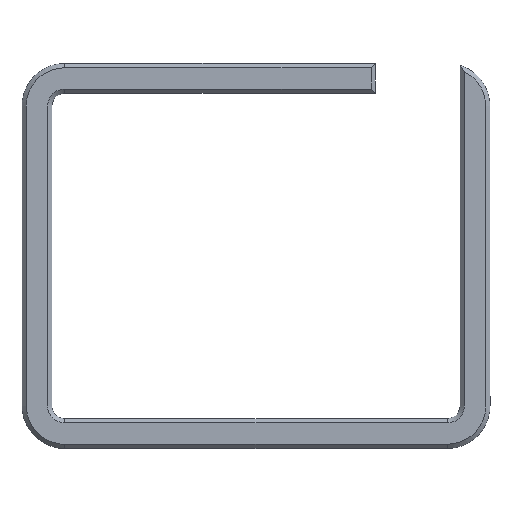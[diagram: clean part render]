
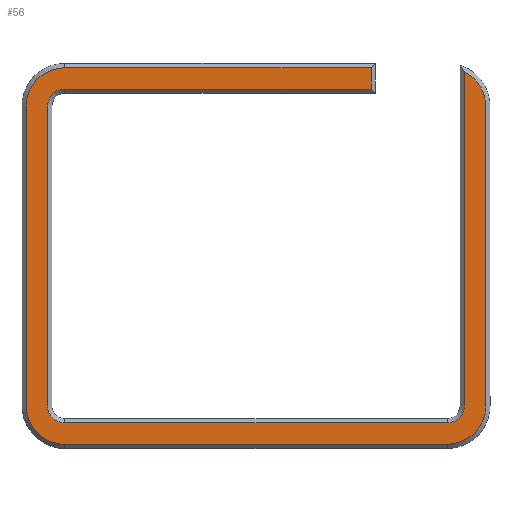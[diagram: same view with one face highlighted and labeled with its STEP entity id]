
A CAD part, top view. The second image highlights one B-rep face of the part: STEP entity #56.
In plain terms, the highlighted planar face has unit normal (0, 0, 1).
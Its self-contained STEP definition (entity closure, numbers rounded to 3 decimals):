
#56=ADVANCED_FACE('',(#106),#694,.T.);
#106=FACE_OUTER_BOUND('',#156,.T.);
#156=EDGE_LOOP('',(#262,#263,#264,#265,#266,#267,#268,#269,#270,#271,#272,
#273,#274,#275,#276,#277));
#262=ORIENTED_EDGE('',*,*,#482,.T.);
#263=ORIENTED_EDGE('',*,*,#466,.F.);
#264=ORIENTED_EDGE('',*,*,#485,.T.);
#265=ORIENTED_EDGE('',*,*,#497,.F.);
#266=ORIENTED_EDGE('',*,*,#495,.T.);
#267=ORIENTED_EDGE('',*,*,#452,.F.);
#268=ORIENTED_EDGE('',*,*,#491,.T.);
#269=ORIENTED_EDGE('',*,*,#451,.F.);
#270=ORIENTED_EDGE('',*,*,#493,.T.);
#271=ORIENTED_EDGE('',*,*,#450,.F.);
#272=ORIENTED_EDGE('',*,*,#453,.T.);
#273=ORIENTED_EDGE('',*,*,#478,.F.);
#274=ORIENTED_EDGE('',*,*,#487,.T.);
#275=ORIENTED_EDGE('',*,*,#468,.F.);
#276=ORIENTED_EDGE('',*,*,#489,.T.);
#277=ORIENTED_EDGE('',*,*,#463,.F.);
#450=EDGE_CURVE('',#640,#641,#520,.T.);
#451=EDGE_CURVE('',#642,#643,#521,.T.);
#452=EDGE_CURVE('',#646,#650,#522,.T.);
#453=EDGE_CURVE('',#640,#653,#523,.T.);
#463=EDGE_CURVE('',#638,#645,#526,.T.);
#466=EDGE_CURVE('',#648,#639,#529,.T.);
#468=EDGE_CURVE('',#644,#647,#531,.T.);
#478=EDGE_CURVE('',#652,#653,#541,.T.);
#482=EDGE_CURVE('',#638,#639,#597,.T.);
#485=EDGE_CURVE('',#648,#649,#598,.T.);
#487=EDGE_CURVE('',#652,#647,#599,.T.);
#489=EDGE_CURVE('',#644,#645,#600,.T.);
#491=EDGE_CURVE('',#646,#643,#601,.T.);
#493=EDGE_CURVE('',#642,#641,#602,.T.);
#495=EDGE_CURVE('',#651,#650,#603,.T.);
#497=EDGE_CURVE('',#651,#649,#553,.T.);
#520=B_SPLINE_CURVE_WITH_KNOTS('',1,(#1212,#1213),.UNSPECIFIED.,.F.,.F.,
(2,2),(1.,73.2),.UNSPECIFIED.);
#521=B_SPLINE_CURVE_WITH_KNOTS('',1,(#1214,#1215),.UNSPECIFIED.,.F.,.F.,
(2,2),(0.,70.2),.UNSPECIFIED.);
#522=B_SPLINE_CURVE_WITH_KNOTS('',1,(#1216,#1217),.UNSPECIFIED.,.F.,.F.,
(2,2),(0.,89.25),.UNSPECIFIED.);
#523=B_SPLINE_CURVE_WITH_KNOTS('',1,(#1218,#1219),.UNSPECIFIED.,.F.,.F.,
(2,2),(1.,6.),.UNSPECIFIED.);
#526=B_SPLINE_CURVE_WITH_KNOTS('',1,(#1245,#1246),.UNSPECIFIED.,.F.,.F.,
(2,2),(0.,89.25),.UNSPECIFIED.);
#529=B_SPLINE_CURVE_WITH_KNOTS('',1,(#1251,#1252),.UNSPECIFIED.,.F.,.F.,
(2,2),(0.,70.2),.UNSPECIFIED.);
#531=B_SPLINE_CURVE_WITH_KNOTS('',1,(#1255,#1256),.UNSPECIFIED.,.F.,.F.,
(2,2),(0.,70.2),.UNSPECIFIED.);
#541=B_SPLINE_CURVE_WITH_KNOTS('',1,(#1285,#1286),.UNSPECIFIED.,.F.,.F.,
(2,2),(0.,72.2),.UNSPECIFIED.);
#553=B_SPLINE_CURVE_WITH_KNOTS('',1,(#1340,#1341),.UNSPECIFIED.,.F.,.F.,
(2,2),(0.,78.262),.UNSPECIFIED.);
#597=(
BOUNDED_CURVE()
B_SPLINE_CURVE(2,(#1303,#1304,#1305),.UNSPECIFIED.,.F.,.F.)
B_SPLINE_CURVE_WITH_KNOTS((3,3),(0.,14.137),.UNSPECIFIED.)
CURVE()
GEOMETRIC_REPRESENTATION_ITEM()
RATIONAL_B_SPLINE_CURVE((1.,0.707,1.))
REPRESENTATION_ITEM('')
);
#598=(
BOUNDED_CURVE()
B_SPLINE_CURVE(2,(#1310,#1311,#1312),.UNSPECIFIED.,.F.,.F.)
B_SPLINE_CURVE_WITH_KNOTS((3,3),(0.,9.992),.UNSPECIFIED.)
CURVE()
GEOMETRIC_REPRESENTATION_ITEM()
RATIONAL_B_SPLINE_CURVE((1.,0.85,1.))
REPRESENTATION_ITEM('')
);
#599=(
BOUNDED_CURVE()
B_SPLINE_CURVE(2,(#1315,#1316,#1317),.UNSPECIFIED.,.F.,.F.)
B_SPLINE_CURVE_WITH_KNOTS((3,3),(0.,14.137),.UNSPECIFIED.)
CURVE()
GEOMETRIC_REPRESENTATION_ITEM()
RATIONAL_B_SPLINE_CURVE((1.,0.707,1.))
REPRESENTATION_ITEM('')
);
#600=(
BOUNDED_CURVE()
B_SPLINE_CURVE(2,(#1320,#1321,#1322),.UNSPECIFIED.,.F.,.F.)
B_SPLINE_CURVE_WITH_KNOTS((3,3),(0.,14.137),.UNSPECIFIED.)
CURVE()
GEOMETRIC_REPRESENTATION_ITEM()
RATIONAL_B_SPLINE_CURVE((1.,0.707,1.))
REPRESENTATION_ITEM('')
);
#601=(
BOUNDED_CURVE()
B_SPLINE_CURVE(2,(#1325,#1326,#1327),.UNSPECIFIED.,.F.,.F.)
B_SPLINE_CURVE_WITH_KNOTS((3,3),(0.,6.283),.UNSPECIFIED.)
CURVE()
GEOMETRIC_REPRESENTATION_ITEM()
RATIONAL_B_SPLINE_CURVE((1.,0.707,1.))
REPRESENTATION_ITEM('')
);
#602=(
BOUNDED_CURVE()
B_SPLINE_CURVE(2,(#1330,#1331,#1332),.UNSPECIFIED.,.F.,.F.)
B_SPLINE_CURVE_WITH_KNOTS((3,3),(0.,6.283),.UNSPECIFIED.)
CURVE()
GEOMETRIC_REPRESENTATION_ITEM()
RATIONAL_B_SPLINE_CURVE((1.,0.707,1.))
REPRESENTATION_ITEM('')
);
#603=(
BOUNDED_CURVE()
B_SPLINE_CURVE(2,(#1335,#1336,#1337),.UNSPECIFIED.,.F.,.F.)
B_SPLINE_CURVE_WITH_KNOTS((3,3),(0.,6.283),.UNSPECIFIED.)
CURVE()
GEOMETRIC_REPRESENTATION_ITEM()
RATIONAL_B_SPLINE_CURVE((1.,0.707,1.))
REPRESENTATION_ITEM('')
);
#638=VERTEX_POINT('',#952);
#639=VERTEX_POINT('',#953);
#640=VERTEX_POINT('',#954);
#641=VERTEX_POINT('',#955);
#642=VERTEX_POINT('',#956);
#643=VERTEX_POINT('',#957);
#644=VERTEX_POINT('',#958);
#645=VERTEX_POINT('',#959);
#646=VERTEX_POINT('',#960);
#647=VERTEX_POINT('',#961);
#648=VERTEX_POINT('',#962);
#649=VERTEX_POINT('',#963);
#650=VERTEX_POINT('',#964);
#651=VERTEX_POINT('',#965);
#652=VERTEX_POINT('',#966);
#653=VERTEX_POINT('',#967);
#694=PLANE('',#764);
#764=AXIS2_PLACEMENT_3D('',#854,#809,$);
#809=DIRECTION('',(0.,0.,1.));
#854=CARTESIAN_POINT('',(-53.825,-44.1,9.15));
#952=CARTESIAN_POINT('',(44.825,-44.1,9.15));
#953=CARTESIAN_POINT('',(53.825,-35.1,9.15));
#954=CARTESIAN_POINT('',(26.975,39.1,9.15));
#955=CARTESIAN_POINT('',(-44.825,39.1,9.15));
#956=CARTESIAN_POINT('',(-48.825,35.1,9.15));
#957=CARTESIAN_POINT('',(-48.825,-35.1,9.15));
#958=CARTESIAN_POINT('',(-53.825,-35.1,9.15));
#959=CARTESIAN_POINT('',(-44.825,-44.1,9.15));
#960=CARTESIAN_POINT('',(-44.825,-39.1,9.15));
#961=CARTESIAN_POINT('',(-53.825,35.1,9.15));
#962=CARTESIAN_POINT('',(53.825,35.1,9.15));
#963=CARTESIAN_POINT('',(48.825,43.162,9.15));
#964=CARTESIAN_POINT('',(44.825,-39.1,9.15));
#965=CARTESIAN_POINT('',(48.825,-35.1,9.15));
#966=CARTESIAN_POINT('',(-44.825,44.1,9.15));
#967=CARTESIAN_POINT('',(26.975,44.1,9.15));
#1212=CARTESIAN_POINT('',(26.975,39.1,9.15));
#1213=CARTESIAN_POINT('',(-44.825,39.1,9.15));
#1214=CARTESIAN_POINT('',(-48.825,35.1,9.15));
#1215=CARTESIAN_POINT('',(-48.825,-35.1,9.15));
#1216=CARTESIAN_POINT('',(-44.825,-39.1,9.15));
#1217=CARTESIAN_POINT('',(44.825,-39.1,9.15));
#1218=CARTESIAN_POINT('',(26.975,39.1,9.15));
#1219=CARTESIAN_POINT('',(26.975,44.1,9.15));
#1245=CARTESIAN_POINT('',(44.825,-44.1,9.15));
#1246=CARTESIAN_POINT('',(-44.825,-44.1,9.15));
#1251=CARTESIAN_POINT('',(53.825,35.1,9.15));
#1252=CARTESIAN_POINT('',(53.825,-35.1,9.15));
#1255=CARTESIAN_POINT('',(-53.825,-35.1,9.15));
#1256=CARTESIAN_POINT('',(-53.825,35.1,9.15));
#1285=CARTESIAN_POINT('',(-44.825,44.1,9.15));
#1286=CARTESIAN_POINT('',(26.975,44.1,9.15));
#1303=CARTESIAN_POINT('',(44.825,-44.1,9.15));
#1304=CARTESIAN_POINT('',(53.825,-44.1,9.15));
#1305=CARTESIAN_POINT('',(53.825,-35.1,9.15));
#1310=CARTESIAN_POINT('',(53.825,35.1,9.15));
#1311=CARTESIAN_POINT('',(53.825,40.681,9.15));
#1312=CARTESIAN_POINT('',(48.825,43.162,9.15));
#1315=CARTESIAN_POINT('',(-44.825,44.1,9.15));
#1316=CARTESIAN_POINT('',(-53.825,44.1,9.15));
#1317=CARTESIAN_POINT('',(-53.825,35.1,9.15));
#1320=CARTESIAN_POINT('',(-53.825,-35.1,9.15));
#1321=CARTESIAN_POINT('',(-53.825,-44.1,9.15));
#1322=CARTESIAN_POINT('',(-44.825,-44.1,9.15));
#1325=CARTESIAN_POINT('',(-44.825,-39.1,9.15));
#1326=CARTESIAN_POINT('',(-48.825,-39.1,9.15));
#1327=CARTESIAN_POINT('',(-48.825,-35.1,9.15));
#1330=CARTESIAN_POINT('',(-48.825,35.1,9.15));
#1331=CARTESIAN_POINT('',(-48.825,39.1,9.15));
#1332=CARTESIAN_POINT('',(-44.825,39.1,9.15));
#1335=CARTESIAN_POINT('',(48.825,-35.1,9.15));
#1336=CARTESIAN_POINT('',(48.825,-39.1,9.15));
#1337=CARTESIAN_POINT('',(44.825,-39.1,9.15));
#1340=CARTESIAN_POINT('',(48.825,-35.1,9.15));
#1341=CARTESIAN_POINT('',(48.825,43.162,9.15));
